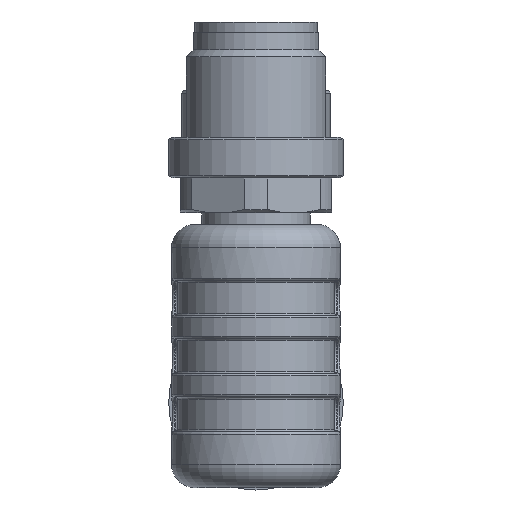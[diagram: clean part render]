
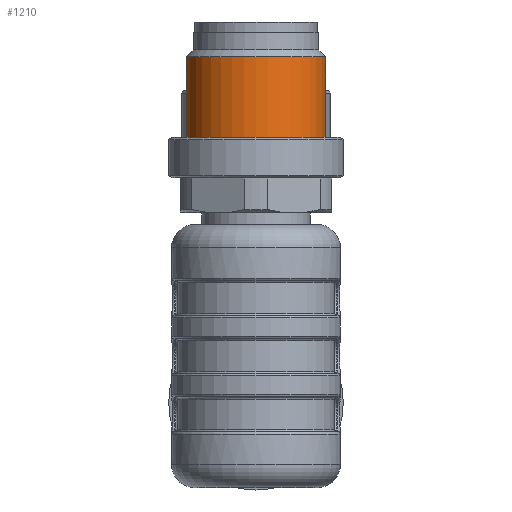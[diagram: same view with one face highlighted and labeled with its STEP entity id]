
A CAD part, left-side view. The second image highlights one B-rep face of the part: STEP entity #1210.
In plain terms, the highlighted cylindrical face has radius 6 mm (diameter 12 mm), a full revolution.
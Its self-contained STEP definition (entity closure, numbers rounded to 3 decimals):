
#313=CYLINDRICAL_SURFACE('',#7580,6.);
#1210=ADVANCED_FACE('',(#1530,#1531),#313,.T.);
#1530=FACE_BOUND('',#1994,.T.);
#1531=FACE_BOUND('',#1995,.T.);
#1994=EDGE_LOOP('',(#3791));
#1995=EDGE_LOOP('',(#3792));
#3791=ORIENTED_EDGE('',*,*,#5555,.F.);
#3792=ORIENTED_EDGE('',*,*,#5554,.T.);
#4628=VERTEX_POINT('',#13020);
#4629=VERTEX_POINT('',#13023);
#5554=EDGE_CURVE('',#4628,#4628,#6815,.T.);
#5555=EDGE_CURVE('',#4629,#4629,#6816,.T.);
#6815=CIRCLE('',#7577,6.);
#6816=CIRCLE('',#7579,6.);
#7577=AXIS2_PLACEMENT_3D('',#13019,#9430,#9431);
#7579=AXIS2_PLACEMENT_3D('',#13022,#9434,#9435);
#7580=AXIS2_PLACEMENT_3D('',#13024,#9436,#9437);
#9430=DIRECTION('',(0.,0.,1.));
#9431=DIRECTION('',(0.,-1.,0.));
#9434=DIRECTION('',(0.,0.,1.));
#9435=DIRECTION('',(0.,-1.,0.));
#9436=DIRECTION('',(0.,0.,1.));
#9437=DIRECTION('',(0.,-1.,0.));
#13019=CARTESIAN_POINT('',(60.,60.,21.1));
#13020=CARTESIAN_POINT('',(60.,54.,21.1));
#13022=CARTESIAN_POINT('',(60.,60.,28.));
#13023=CARTESIAN_POINT('',(60.,54.,28.));
#13024=CARTESIAN_POINT('',(60.,60.,30.1));
